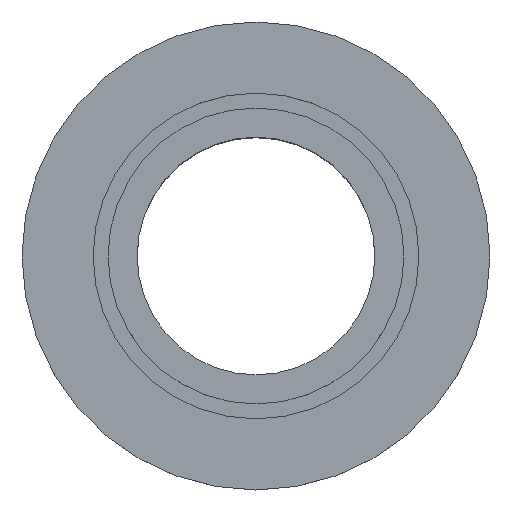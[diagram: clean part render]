
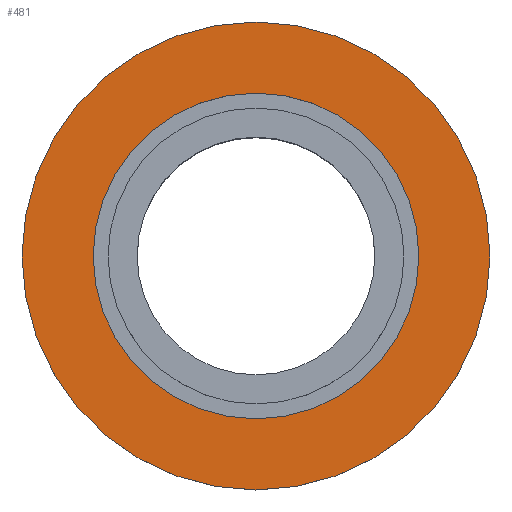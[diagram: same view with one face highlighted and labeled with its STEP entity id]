
A CAD part, top view. The second image highlights one B-rep face of the part: STEP entity #481.
In plain terms, the highlighted planar face has unit normal (0, 0, 1).
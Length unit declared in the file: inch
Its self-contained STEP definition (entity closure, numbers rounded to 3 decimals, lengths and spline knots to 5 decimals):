
#50=FACE_BOUND('',#141,.T.);
#91=FACE_OUTER_BOUND('',#140,.T.);
#140=EDGE_LOOP('',(#348));
#141=EDGE_LOOP('',(#349));
#217=CIRCLE('',#556,1.0275);
#218=CIRCLE('',#559,1.4765);
#259=VERTEX_POINT('',#819);
#260=VERTEX_POINT('',#823);
#301=EDGE_CURVE('',#259,#259,#217,.T.);
#302=EDGE_CURVE('',#260,#260,#218,.T.);
#348=ORIENTED_EDGE('',*,*,#302,.F.);
#349=ORIENTED_EDGE('',*,*,#301,.T.);
#419=PLANE('',#558);
#481=ADVANCED_FACE('',(#91,#50),#419,.F.);
#556=AXIS2_PLACEMENT_3D('',#820,#659,#660);
#558=AXIS2_PLACEMENT_3D('',#822,#663,#664);
#559=AXIS2_PLACEMENT_3D('',#824,#665,#666);
#659=DIRECTION('center_axis',(0.,0.,-1.));
#660=DIRECTION('ref_axis',(-1.,0.,0.));
#663=DIRECTION('center_axis',(0.,0.,-1.));
#664=DIRECTION('ref_axis',(-1.,0.,0.));
#665=DIRECTION('center_axis',(0.,0.,-1.));
#666=DIRECTION('ref_axis',(-1.,0.,0.));
#819=CARTESIAN_POINT('',(1.0275,0.,0.2));
#820=CARTESIAN_POINT('Origin',(0.,0.,0.2));
#822=CARTESIAN_POINT('Origin',(0.,0.,0.2));
#823=CARTESIAN_POINT('',(1.4765,0.,0.2));
#824=CARTESIAN_POINT('Origin',(0.,0.,0.2));
